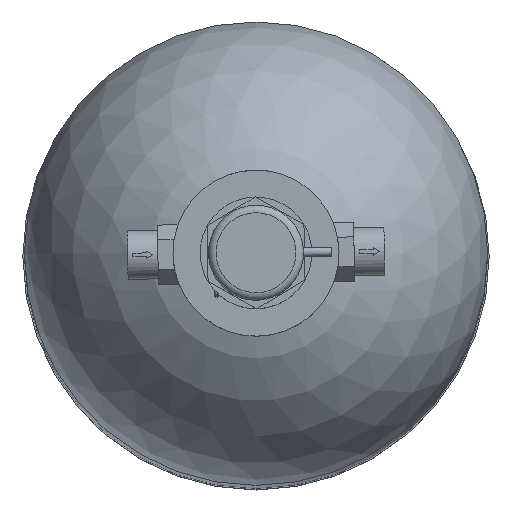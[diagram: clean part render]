
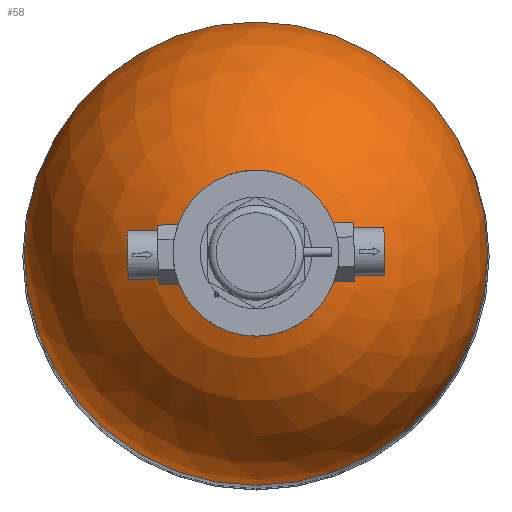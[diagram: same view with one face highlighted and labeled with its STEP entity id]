
A CAD part, top view. The second image highlights one B-rep face of the part: STEP entity #58.
In plain terms, the highlighted spherical face has radius 153.5 mm.
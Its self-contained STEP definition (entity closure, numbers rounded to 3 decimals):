
#58=ADVANCED_FACE('',(#3181,#3183),#3185,.T.);
#3181=FACE_OUTER_BOUND('',#3182,.T.);
#3182=EDGE_LOOP('',(#5700));
#3183=FACE_OUTER_BOUND('',#3184,.T.);
#3184=EDGE_LOOP('',(#5701));
#3185=SPHERICAL_SURFACE('',#3186,153.5);
#3186=AXIS2_PLACEMENT_3D('',#3187,#3188,#3189);
#3187=CARTESIAN_POINT('',(0.,0.,918.798));
#3188=DIRECTION('',(0.,-0.,-1.));
#3189=DIRECTION('',(-1.,0.,0.));
#5700=ORIENTED_EDGE('',*,*,#7538,.F.);
#5701=ORIENTED_EDGE('',*,*,#7539,.F.);
#7538=EDGE_CURVE('',#8457,#8457,#8458,.F.);
#7539=EDGE_CURVE('',#8459,#8459,#8460,.T.);
#8457=VERTEX_POINT('',#9995);
#8458=CIRCLE('',#9996,38.);
#8459=VERTEX_POINT('',#10000);
#8460=CIRCLE('',#10001,153.5);
#9995=CARTESIAN_POINT('',(-38.,0.,1067.52));
#9996=AXIS2_PLACEMENT_3D('',#9997,#9998,#9999);
#9997=CARTESIAN_POINT('',(0.,0.,1067.52));
#9998=DIRECTION('',(0.,0.,-1.));
#9999=DIRECTION('',(-1.,0.,0.));
#10000=CARTESIAN_POINT('',(-153.5,0.,918.798));
#10001=AXIS2_PLACEMENT_3D('',#10002,#10003,#10004);
#10002=CARTESIAN_POINT('',(0.,0.,918.798));
#10003=DIRECTION('',(0.,0.,-1.));
#10004=DIRECTION('',(-1.,0.,0.));
